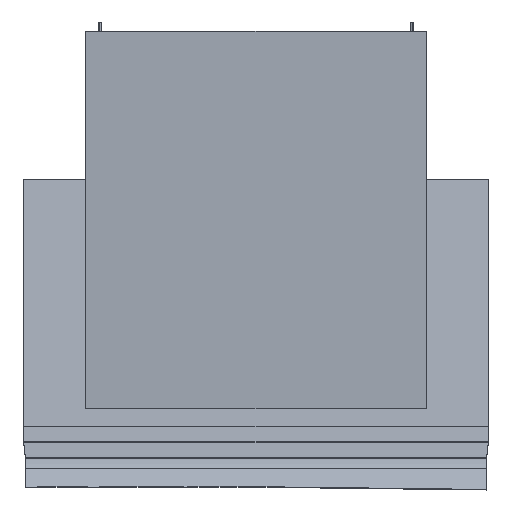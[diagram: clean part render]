
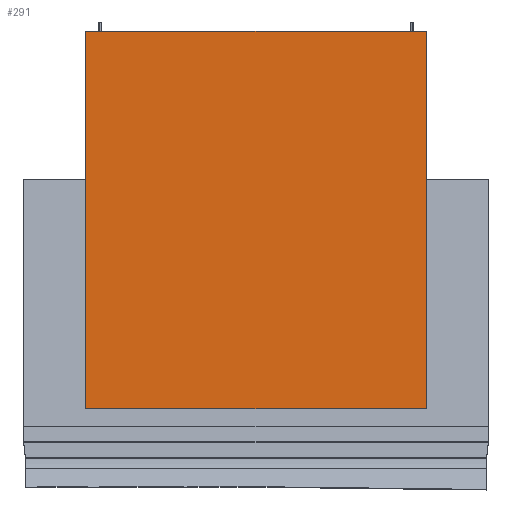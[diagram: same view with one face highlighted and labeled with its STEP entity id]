
A CAD part, top view. The second image highlights one B-rep face of the part: STEP entity #291.
In plain terms, the highlighted planar face has unit normal (0, 0, 1).
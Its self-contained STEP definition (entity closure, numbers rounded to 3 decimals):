
#168 = VERTEX_POINT ( 'NONE', #955 ) ;
#170 = EDGE_CURVE ( 'NONE', #168, #171, #1018, .T. ) ;
#171 = VERTEX_POINT ( 'NONE', #1014 ) ;
#185 = VERTEX_POINT ( 'NONE', #1049 ) ;
#187 = EDGE_CURVE ( 'NONE', #185, #262, #1048, .T. ) ;
#240 = EDGE_CURVE ( 'NONE', #262, #168, #1145, .T. ) ;
#262 = VERTEX_POINT ( 'NONE', #1170 ) ;
#289 = EDGE_CURVE ( 'NONE', #185, #171, #1189, .T. ) ;
#291 = ADVANCED_FACE ( 'NONE', ( #1185 ), #1183, .F. ) ;
#292 = EDGE_LOOP ( 'NONE', ( #293, #294, #295, #296 ) ) ;
#293 = ORIENTED_EDGE ( 'NONE', *, *, #289, .T. ) ;
#294 = ORIENTED_EDGE ( 'NONE', *, *, #170, .F. ) ;
#295 = ORIENTED_EDGE ( 'NONE', *, *, #240, .F. ) ;
#296 = ORIENTED_EDGE ( 'NONE', *, *, #187, .F. ) ;
#955 = CARTESIAN_POINT ( 'NONE',  ( 272.5, -314.656, 545. ) ) ;
#1014 = CARTESIAN_POINT ( 'NONE',  ( -272.5, -314.656, 545. ) ) ;
#1015 = DIRECTION ( 'NONE',  ( -1., 0., 0. ) ) ;
#1016 = VECTOR ( 'NONE', #1015, 1000. ) ;
#1017 = CARTESIAN_POINT ( 'NONE',  ( 272.5, -314.656, 545. ) ) ;
#1018 = LINE ( 'NONE', #1017, #1016 ) ;
#1045 = DIRECTION ( 'NONE',  ( 1., 0., 0. ) ) ;
#1046 = VECTOR ( 'NONE', #1045, 1000. ) ;
#1047 = CARTESIAN_POINT ( 'NONE',  ( 272.5, 290., 545. ) ) ;
#1048 = LINE ( 'NONE', #1047, #1046 ) ;
#1049 = CARTESIAN_POINT ( 'NONE',  ( -272.5, 290., 545. ) ) ;
#1137 = DIRECTION ( 'NONE',  ( 0., -1., 0. ) ) ;
#1138 = VECTOR ( 'NONE', #1137, 1000. ) ;
#1139 = CARTESIAN_POINT ( 'NONE',  ( 272.5, 290., 545. ) ) ;
#1145 = LINE ( 'NONE', #1139, #1138 ) ;
#1170 = CARTESIAN_POINT ( 'NONE',  ( 272.5, 290., 545. ) ) ;
#1179 = DIRECTION ( 'NONE',  ( -1., 0., 0. ) ) ;
#1180 = DIRECTION ( 'NONE',  ( 0., 0., -1. ) ) ;
#1181 = CARTESIAN_POINT ( 'NONE',  ( 272.5, 290., 545. ) ) ;
#1182 = AXIS2_PLACEMENT_3D ( 'NONE', #1181, #1180, #1179 ) ;
#1183 = PLANE ( 'NONE',  #1182 ) ;
#1185 = FACE_OUTER_BOUND ( 'NONE', #292, .T. ) ;
#1186 = DIRECTION ( 'NONE',  ( 0., -1., 0. ) ) ;
#1187 = VECTOR ( 'NONE', #1186, 1000. ) ;
#1188 = CARTESIAN_POINT ( 'NONE',  ( -272.5, 290., 545. ) ) ;
#1189 = LINE ( 'NONE', #1188, #1187 ) ;
